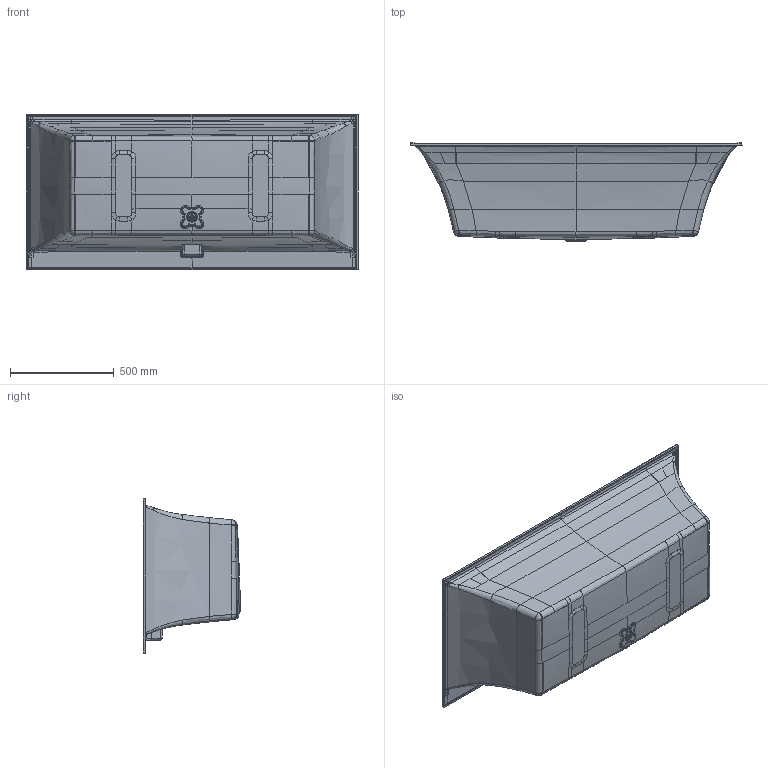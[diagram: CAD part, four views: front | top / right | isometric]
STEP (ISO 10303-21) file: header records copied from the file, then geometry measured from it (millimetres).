
FILE_DESCRIPTION((''),'2;1');
FILE_NAME('SQUAROEDGE12_11072022_ASM','2022-07-11T12:04:26',('hegemanc'),('Villeroy & Boch Wellness bv'),'CREO PARAMETRIC BY PTC INC, 2020454','CREO PARAMETRIC BY PTC INC, 2020454','');
FILE_SCHEMA(('CONFIG_CONTROL_DESIGN'));
Products named in the file (9): V3P1208-002; V3P1205-702; V3P1205-706; V3P1205-701; V3P1205-705_ASM; V3P1205-020; V3P1205-003; V3P1205-007_ASM; SQUAROEDGE12_11072022_ASM
Assembly tree (8 placements, depth 3):
  SQUAROEDGE12_11072022_ASM
    V3P1208-002
    V3P1205-705_ASM
      V3P1205-702
      V3P1205-706
      V3P1205-701
    V3P1205-007_ASM
      V3P1205-020
      V3P1205-003
Bounding box: 1600 x 471.5 x 750 mm (x, y, z)
Volume: 24236860.5 mm3; surface area: 5004732.8 mm2
Topology: 5 solids, 30 shells, 1426 faces, 3518 edges, 2127 vertices
Faces by surface type: bspline 894, cylinder 182, plane 165, torus 67, sphere 58, cone 46, extrusion 14
Entity records: 88285 total; most frequent: CARTESIAN_POINT 61273, ORIENTED_EDGE 6770, DIRECTION 3587, EDGE_CURVE 3510, VERTEX_POINT 2127, B_SPLINE_CURVE_WITH_KNOTS 1921, EDGE_LOOP 1450, AXIS2_PLACEMENT_3D 1430
